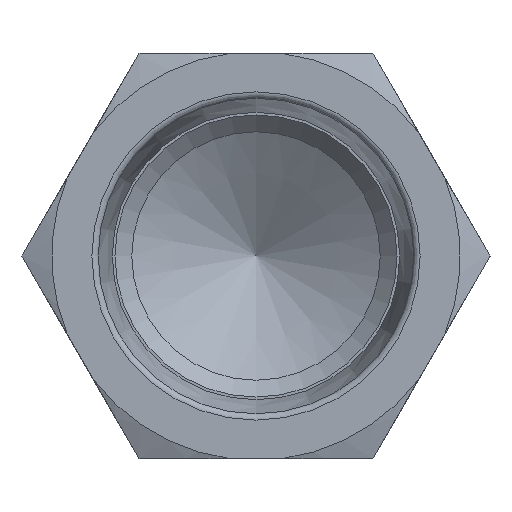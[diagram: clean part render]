
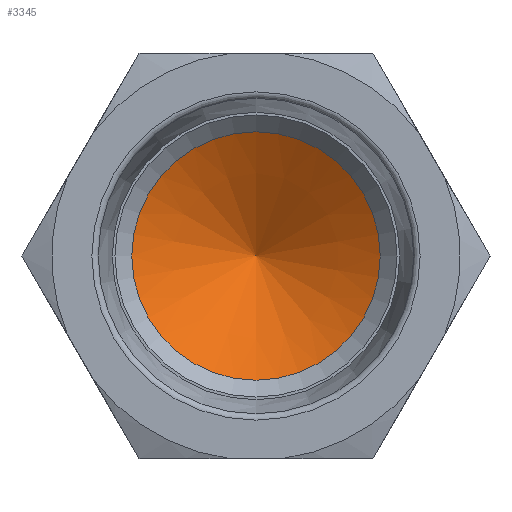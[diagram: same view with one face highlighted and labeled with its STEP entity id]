
A CAD part, left-side view. The second image highlights one B-rep face of the part: STEP entity #3345.
In plain terms, the highlighted conical face has half-angle 59 degrees and reference radius 4.378 mm.
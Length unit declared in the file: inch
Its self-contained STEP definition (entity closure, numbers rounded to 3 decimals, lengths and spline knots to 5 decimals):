
#3322=CARTESIAN_POINT('',(0.55,0.0,0.1915));
#3323=VERTEX_POINT('',#3322);
#3324=CARTESIAN_POINT('',(0.55,0.0,0.0));
#3325=DIRECTION('',(-1.0,0.0,0.0));
#3326=DIRECTION('',(0.0,0.0,1.0));
#3327=AXIS2_PLACEMENT_3D('',#3324,#3325,#3326);
#3328=CIRCLE('',#3327,0.1915);
#3329=EDGE_CURVE('',#3323,#3323,#3328,.T.);
#3337=CARTESIAN_POINT('',(0.56151,0.,0.0));
#3338=DIRECTION('',(-1.0,0.,0.));
#3339=DIRECTION('',(0.,-0.581,-0.814));
#3340=AXIS2_PLACEMENT_3D('',#3337,#3338,#3339);
#3341=CONICAL_SURFACE('',#3340,0.17235,59.);
#3342=ORIENTED_EDGE('',*,*,#3329,.T.);
#3343=EDGE_LOOP('',(#3342));
#3344=FACE_OUTER_BOUND('',#3343,.T.);
#3345=ADVANCED_FACE('',(#3344),#3341,.F.);
